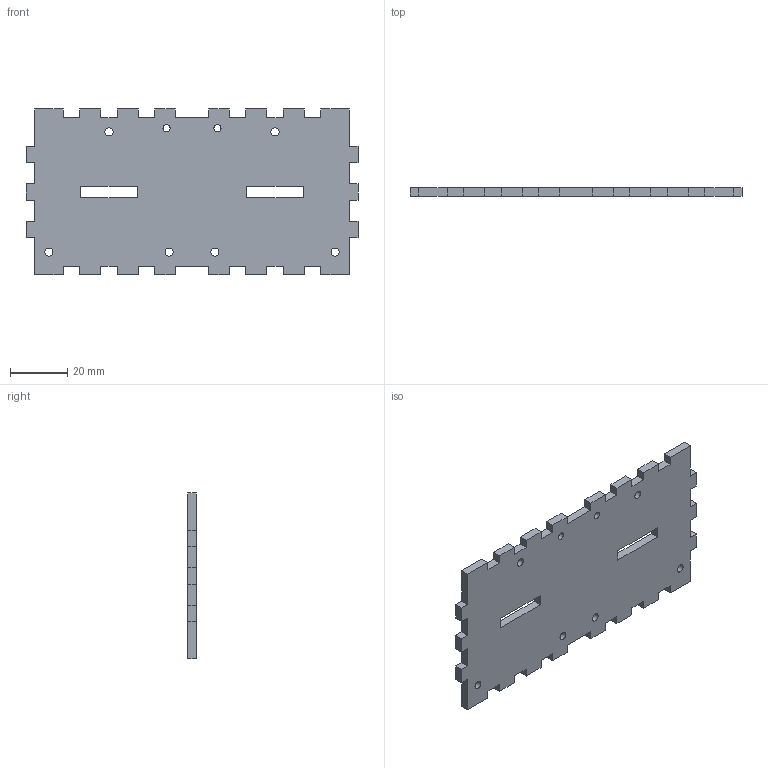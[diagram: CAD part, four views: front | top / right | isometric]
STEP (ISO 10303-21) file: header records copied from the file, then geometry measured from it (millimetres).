
FILE_DESCRIPTION(/* description */ ('STEP AP242','CAx-IF Rec.Pracs.---Representation and Presentation of Product Manufacturing Information (PMI)---4.0---2014-10-13','CAx-IF Rec.Pracs.---3D Tessellated Geometry---0.4---2014-09-14','2;1'),/* implementation_level */ '2;1');
FILE_NAME(/* name */ '40204f61-6b54-4642-a6e7-77606f254687',/* time_stamp */ '2023-03-06T22:25:40+00:00',/* author */ (''),/* organization */ (''),/* preprocessor_version */ 'ST-DEVELOPER v18.102',/* originating_system */ ' ',/* authorisation */ ' ');
FILE_SCHEMA (('AP242_MANAGED_MODEL_BASED_3D_ENGINEERING_MIM_LF { 1 0 10303 442 1 1 4 }'));
Length unit declared in the file: metre
Products named in the file (1): Part 1
Bounding box: 116 x 3 x 58 mm (x, y, z)
Volume: 17998.1 mm3; surface area: 13860.3 mm2
Topology: 1 solids, 1 shells, 102 faces, 300 edges, 200 vertices
Faces by surface type: plane 94, cylinder 8
Full cylindrical faces by diameter (mm): 2.5 x2, 2.85 x6
Entity records: 3362 total; most frequent: CARTESIAN_POINT 595, ORIENTED_EDGE 584, DIRECTION 514, EDGE_CURVE 292, LINE 276, VECTOR 276, VERTEX_POINT 200, EDGE_LOOP 130
